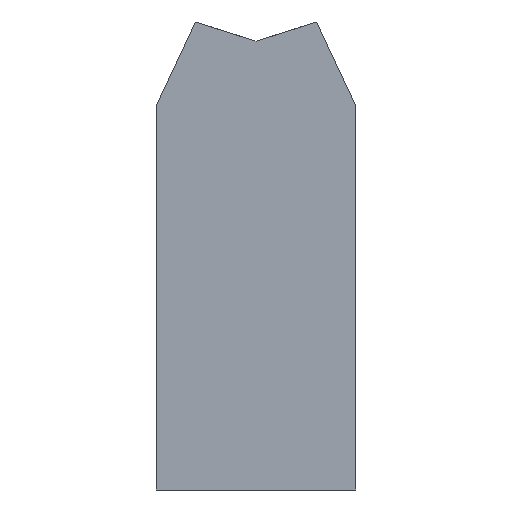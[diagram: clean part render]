
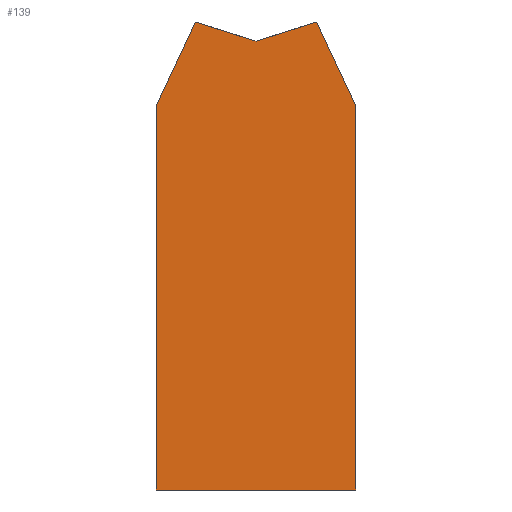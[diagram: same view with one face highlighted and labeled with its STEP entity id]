
A CAD part, front view. The second image highlights one B-rep face of the part: STEP entity #139.
In plain terms, the highlighted planar face has unit normal (0, -1, 0).
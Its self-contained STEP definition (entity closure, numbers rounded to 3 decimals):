
#139 = ADVANCED_FACE( '', ( #348 ), #349, .T. );
#348 = FACE_OUTER_BOUND( '', #628, .T. );
#349 = PLANE( '', #629 );
#628 = EDGE_LOOP( '', ( #981, #982, #983, #984, #985, #986, #987 ) );
#629 = AXIS2_PLACEMENT_3D( '', #988, #989, #990 );
#981 = ORIENTED_EDGE( '', *, *, #1347, .T. );
#982 = ORIENTED_EDGE( '', *, *, #1312, .T. );
#983 = ORIENTED_EDGE( '', *, *, #1271, .T. );
#984 = ORIENTED_EDGE( '', *, *, #1348, .T. );
#985 = ORIENTED_EDGE( '', *, *, #1296, .T. );
#986 = ORIENTED_EDGE( '', *, *, #1349, .T. );
#987 = ORIENTED_EDGE( '', *, *, #1329, .T. );
#988 = CARTESIAN_POINT( '', ( -17.5, 0., 0. ) );
#989 = DIRECTION( '', ( 0., -1., 0. ) );
#990 = DIRECTION( '', ( 0., 0., -1. ) );
#1271 = EDGE_CURVE( '', #1460, #1461, #1462, .T. );
#1296 = EDGE_CURVE( '', #1505, #1503, #1506, .T. );
#1312 = EDGE_CURVE( '', #1532, #1460, #1533, .T. );
#1329 = EDGE_CURVE( '', #1558, #1559, #1560, .T. );
#1347 = EDGE_CURVE( '', #1559, #1532, #1586, .T. );
#1348 = EDGE_CURVE( '', #1461, #1505, #1587, .T. );
#1349 = EDGE_CURVE( '', #1503, #1558, #1588, .T. );
#1460 = VERTEX_POINT( '', #1720 );
#1461 = VERTEX_POINT( '', #1721 );
#1462 = LINE( '', #1722, #1723 );
#1503 = VERTEX_POINT( '', #1773 );
#1505 = VERTEX_POINT( '', #1776 );
#1506 = LINE( '', #1777, #1778 );
#1532 = VERTEX_POINT( '', #1806 );
#1533 = LINE( '', #1807, #1808 );
#1558 = VERTEX_POINT( '', #1835 );
#1559 = VERTEX_POINT( '', #1836 );
#1560 = LINE( '', #1837, #1838 );
#1586 = LINE( '', #1867, #1868 );
#1587 = LINE( '', #1869, #1870 );
#1588 = LINE( '', #1871, #1872 );
#1720 = CARTESIAN_POINT( '', ( 17.5, 0., 0. ) );
#1721 = CARTESIAN_POINT( '', ( 17.5, 0., 67.471 ) );
#1722 = CARTESIAN_POINT( '', ( 17.5, 0., 0. ) );
#1723 = VECTOR( '', #2023, 1000. );
#1773 = CARTESIAN_POINT( '', ( 0., 0., 78.787 ) );
#1776 = CARTESIAN_POINT( '', ( 10.657, 0., 82.147 ) );
#1777 = CARTESIAN_POINT( '', ( 10.657, 0., 82.147 ) );
#1778 = VECTOR( '', #2064, 1000. );
#1806 = CARTESIAN_POINT( '', ( -17.5, 0., 0. ) );
#1807 = CARTESIAN_POINT( '', ( -17.5, 0., 0. ) );
#1808 = VECTOR( '', #2094, 1000. );
#1835 = CARTESIAN_POINT( '', ( -10.657, 0., 82.147 ) );
#1836 = CARTESIAN_POINT( '', ( -17.5, 0., 67.471 ) );
#1837 = CARTESIAN_POINT( '', ( -10.657, 0., 82.147 ) );
#1838 = VECTOR( '', #2118, 1000. );
#1867 = CARTESIAN_POINT( '', ( -17.5, 0., 67.471 ) );
#1868 = VECTOR( '', #2143, 1000. );
#1869 = CARTESIAN_POINT( '', ( 17.5, 0., 67.471 ) );
#1870 = VECTOR( '', #2144, 1000. );
#1871 = CARTESIAN_POINT( '', ( 0., 0., 78.787 ) );
#1872 = VECTOR( '', #2145, 1000. );
#2023 = DIRECTION( '', ( 0., 0., 1. ) );
#2064 = DIRECTION( '', ( -0.954, 0., -0.301 ) );
#2094 = DIRECTION( '', ( 1., 0., 0. ) );
#2118 = DIRECTION( '', ( -0.423, 0., -0.906 ) );
#2143 = DIRECTION( '', ( 0., 0., -1. ) );
#2144 = DIRECTION( '', ( -0.423, 0., 0.906 ) );
#2145 = DIRECTION( '', ( -0.954, 0., 0.301 ) );
